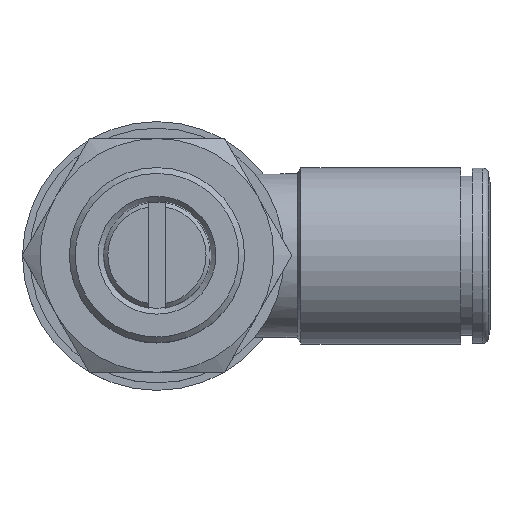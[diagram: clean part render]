
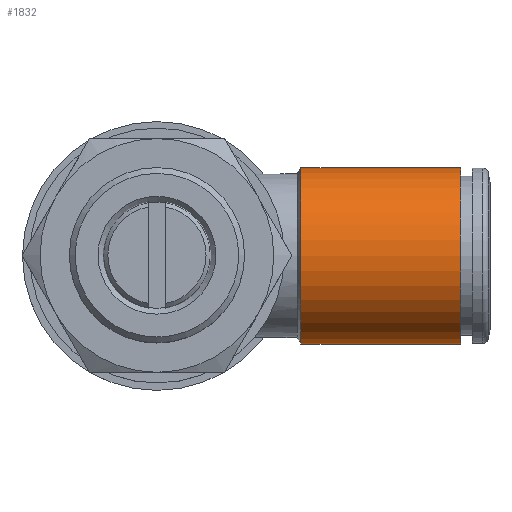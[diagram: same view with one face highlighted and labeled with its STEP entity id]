
A CAD part, top view. The second image highlights one B-rep face of the part: STEP entity #1832.
In plain terms, the highlighted cylindrical face has radius 7.55 mm (diameter 15.1 mm), a full revolution.
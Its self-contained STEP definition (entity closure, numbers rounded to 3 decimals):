
#244=CYLINDRICAL_SURFACE('',#2032,7.55);
#302=FACE_BOUND('',#575,.T.);
#398=FACE_OUTER_BOUND('',#574,.T.);
#574=EDGE_LOOP('',(#1353));
#575=EDGE_LOOP('',(#1354));
#787=CIRCLE('',#2031,7.55);
#788=CIRCLE('',#2033,7.55);
#918=VERTEX_POINT('',#4272);
#919=VERTEX_POINT('',#4275);
#1097=EDGE_CURVE('',#918,#918,#787,.T.);
#1098=EDGE_CURVE('',#919,#919,#788,.T.);
#1353=ORIENTED_EDGE('',*,*,#1097,.T.);
#1354=ORIENTED_EDGE('',*,*,#1098,.T.);
#1832=ADVANCED_FACE('',(#398,#302),#244,.T.);
#2031=AXIS2_PLACEMENT_3D('',#4273,#2363,#2364);
#2032=AXIS2_PLACEMENT_3D('',#4274,#2365,#2366);
#2033=AXIS2_PLACEMENT_3D('',#4276,#2367,#2368);
#2363=DIRECTION('center_axis',(1.,0.,0.));
#2364=DIRECTION('ref_axis',(0.,-1.,0.));
#2365=DIRECTION('center_axis',(1.,0.,0.));
#2366=DIRECTION('ref_axis',(0.,0.,1.));
#2367=DIRECTION('center_axis',(-1.,0.,0.));
#2368=DIRECTION('ref_axis',(0.,0.,1.));
#4272=CARTESIAN_POINT('',(39.374,8.673,25.919));
#4273=CARTESIAN_POINT('Origin',(39.374,16.223,25.919));
#4274=CARTESIAN_POINT('Origin',(38.652,16.223,25.919));
#4275=CARTESIAN_POINT('',(53.056,16.223,33.469));
#4276=CARTESIAN_POINT('Origin',(53.056,16.223,25.919));
